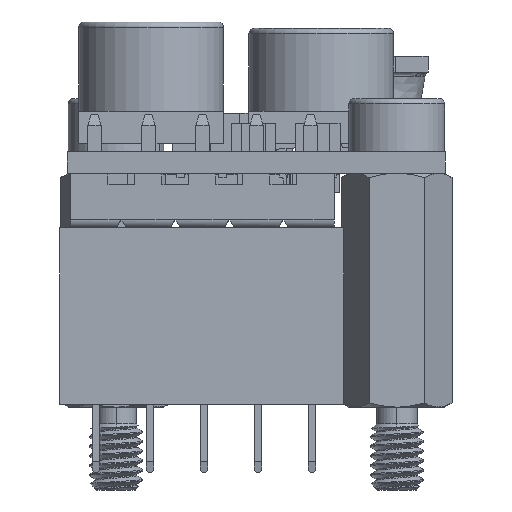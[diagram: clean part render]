
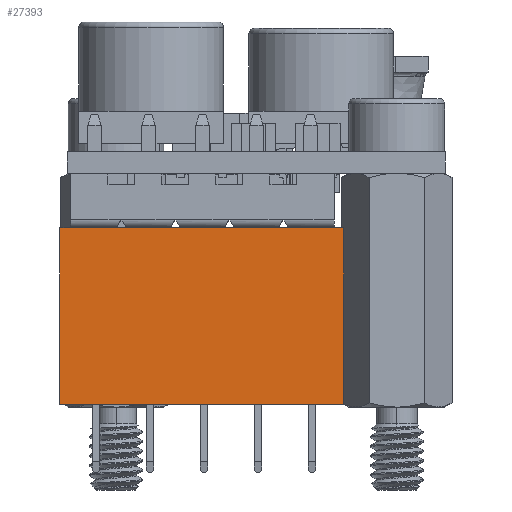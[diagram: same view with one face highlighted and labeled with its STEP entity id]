
A CAD part, front view. The second image highlights one B-rep face of the part: STEP entity #27393.
In plain terms, the highlighted planar face has unit normal (0, -1, 0).
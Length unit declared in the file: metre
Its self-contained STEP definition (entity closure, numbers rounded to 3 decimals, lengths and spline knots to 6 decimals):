
#2542=ORIENTED_EDGE('',*,*,#10214,.F.);
#2543=ORIENTED_EDGE('',*,*,#10215,.T.);
#2544=ORIENTED_EDGE('',*,*,#10210,.T.);
#2545=ORIENTED_EDGE('',*,*,#10216,.F.);
#10210=EDGE_CURVE('',#14094,#14095,#16636,.T.);
#10214=EDGE_CURVE('',#14098,#14099,#16640,.T.);
#10215=EDGE_CURVE('',#14098,#14094,#16641,.T.);
#10216=EDGE_CURVE('',#14099,#14095,#16642,.T.);
#14094=VERTEX_POINT('',#44202);
#14095=VERTEX_POINT('',#44203);
#14098=VERTEX_POINT('',#44211);
#14099=VERTEX_POINT('',#44212);
#16636=LINE('',#44201,#19835);
#16640=LINE('',#44210,#19839);
#16641=LINE('',#44213,#19840);
#16642=LINE('',#44214,#19841);
#19835=VECTOR('',#35079,1.);
#19839=VECTOR('',#35085,1.);
#19840=VECTOR('',#35086,1.);
#19841=VECTOR('',#35087,1.);
#22963=EDGE_LOOP('',(#2542,#2543,#2544,#2545));
#24600=FACE_BOUND('',#22963,.T.);
#26154=PLANE('',#32855);
#27393=ADVANCED_FACE('',(#24600),#26154,.T.);
#32855=AXIS2_PLACEMENT_3D('',#44209,#35083,#35084);
#35079=DIRECTION('',(-1.,0.,0.));
#35083=DIRECTION('',(0.,-1.,0.));
#35084=DIRECTION('',(1.,0.,0.));
#35085=DIRECTION('',(-1.,0.,0.));
#35086=DIRECTION('',(0.,0.,1.));
#35087=DIRECTION('',(0.,0.,1.));
#44201=CARTESIAN_POINT('',(-0.0015,-0.0012,0.0083));
#44202=CARTESIAN_POINT('',(0.01166,-0.0012,0.0083));
#44203=CARTESIAN_POINT('',(-0.0017,-0.0012,0.0083));
#44209=CARTESIAN_POINT('',(-0.0015,-0.0012,0.));
#44210=CARTESIAN_POINT('',(0.0015,-0.0012,0.));
#44211=CARTESIAN_POINT('',(0.01166,-0.0012,0.));
#44212=CARTESIAN_POINT('',(-0.0017,-0.0012,0.));
#44213=CARTESIAN_POINT('',(0.01166,-0.0012,-0.011648));
#44214=CARTESIAN_POINT('',(-0.0017,-0.0012,0.));
